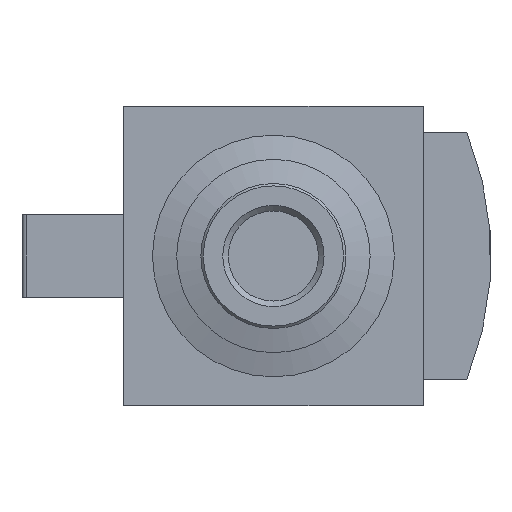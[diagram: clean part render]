
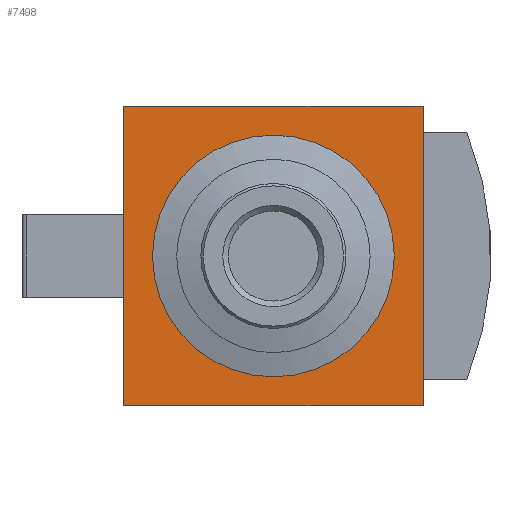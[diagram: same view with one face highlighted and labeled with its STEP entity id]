
A CAD part, front view. The second image highlights one B-rep face of the part: STEP entity #7498.
In plain terms, the highlighted planar face has unit normal (0, -1, 0).
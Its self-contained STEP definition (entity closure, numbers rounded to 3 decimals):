
#175=PLANE('',#7893);
#575=LINE('',#10509,#1149);
#583=LINE('',#10524,#1157);
#599=LINE('',#10554,#1173);
#639=LINE('',#10645,#1213);
#1149=VECTOR('',#8717,1000.);
#1157=VECTOR('',#8727,1000.);
#1173=VECTOR('',#8745,1000.);
#1213=VECTOR('',#8823,1000.);
#1509=CIRCLE('',#7894,25.);
#2334=ORIENTED_EDGE('',*,*,#3593,.F.);
#2335=ORIENTED_EDGE('',*,*,#3461,.F.);
#2336=ORIENTED_EDGE('',*,*,#3453,.F.);
#2337=ORIENTED_EDGE('',*,*,#3477,.F.);
#2338=ORIENTED_EDGE('',*,*,#3526,.F.);
#3453=EDGE_CURVE('',#4112,#4113,#575,.T.);
#3461=EDGE_CURVE('',#4113,#4119,#583,.T.);
#3477=EDGE_CURVE('',#4131,#4112,#599,.T.);
#3526=EDGE_CURVE('',#4119,#4131,#639,.T.);
#3593=EDGE_CURVE('',#4205,#4205,#1509,.F.);
#4112=VERTEX_POINT('',#10508);
#4113=VERTEX_POINT('',#10510);
#4119=VERTEX_POINT('',#10525);
#4131=VERTEX_POINT('',#10553);
#4205=VERTEX_POINT('',#10781);
#4530=EDGE_LOOP('',(#2334));
#4531=EDGE_LOOP('',(#2335,#2336,#2337,#2338));
#4906=FACE_BOUND('',#4530,.T.);
#4907=FACE_BOUND('',#4531,.T.);
#7498=ADVANCED_FACE('',(#4906,#4907),#175,.F.);
#7893=AXIS2_PLACEMENT_3D('',#10779,#8955,#8956);
#7894=AXIS2_PLACEMENT_3D('',#10780,#8957,#8958);
#8717=DIRECTION('',(-1.,0.,0.));
#8727=DIRECTION('',(0.,0.,1.));
#8745=DIRECTION('',(0.,0.,-1.));
#8823=DIRECTION('',(1.,0.,0.));
#8955=DIRECTION('',(0.,1.,0.));
#8956=DIRECTION('',(0.,0.,1.));
#8957=DIRECTION('',(0.,1.,0.));
#8958=DIRECTION('',(0.,0.,1.));
#10508=CARTESIAN_POINT('',(31.,-45.,-31.));
#10509=CARTESIAN_POINT('',(31.,-45.,-31.));
#10510=CARTESIAN_POINT('',(-31.,-45.,-31.));
#10524=CARTESIAN_POINT('',(-31.,-45.,-31.));
#10525=CARTESIAN_POINT('',(-31.,-45.,31.));
#10553=CARTESIAN_POINT('',(31.,-45.,31.));
#10554=CARTESIAN_POINT('',(31.,-45.,31.));
#10645=CARTESIAN_POINT('',(-31.,-45.,31.));
#10779=CARTESIAN_POINT('',(0.,-45.,0.));
#10780=CARTESIAN_POINT('',(0.,-45.,0.));
#10781=CARTESIAN_POINT('',(0.,-45.,25.));
